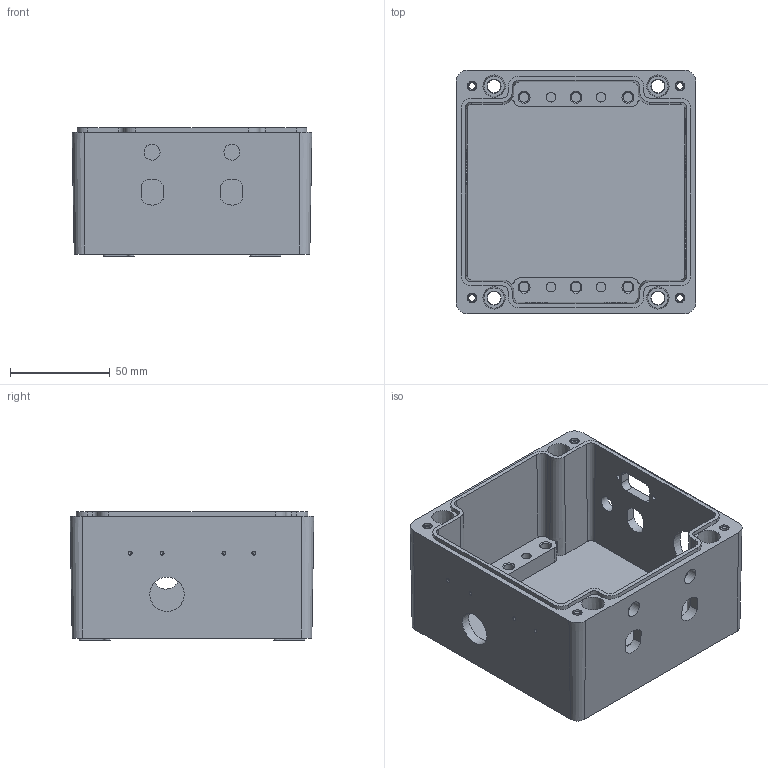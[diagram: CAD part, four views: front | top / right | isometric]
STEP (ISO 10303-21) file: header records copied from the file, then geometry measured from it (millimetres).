
FILE_DESCRIPTION(('FreeCAD Model'),'2;1');
FILE_NAME('Box_without_Vents_Mod.step', '2020-01-04T20:50:48',('Author'),(''), 'Open CASCADE STEP processor 7.3','FreeCAD','Unknown');
FILE_SCHEMA(('AUTOMOTIVE_DESIGN { 1 0 10303 214 1 1 1 1 }'));
Length unit declared in the file: millimetre
Products named in the file (1): Box_close
Bounding box: 120 x 122 x 64.1 mm (x, y, z)
Volume: 222684 mm3; surface area: 94330.3 mm2
Topology: 1 solids, 1 shells, 214 faces, 538 edges, 354 vertices
Faces by surface type: plane 92, cylinder 64, cone 58
Full cylindrical faces by diameter (mm): 2 x4, 2.21 x2, 3.242 x4, 4.8 x4, 4.917 x6, 8 x3, 17.25 x1
Entity records: 6509 total; most frequent: CARTESIAN_POINT 1167, DIRECTION 1138, ORIENTED_EDGE 1068, EDGE_CURVE 534, AXIS2_PLACEMENT_3D 445, VERTEX_POINT 354, FACE_BOUND 284, EDGE_LOOP 284
